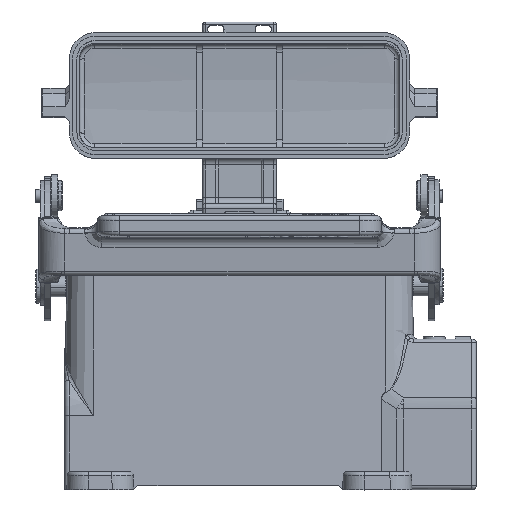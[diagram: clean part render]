
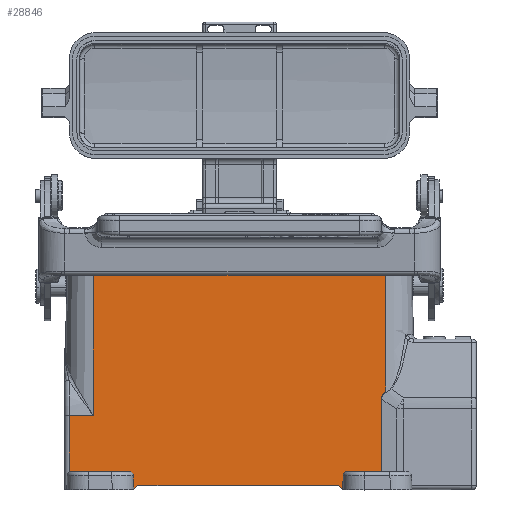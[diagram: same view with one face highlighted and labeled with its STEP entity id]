
A CAD part, top view. The second image highlights one B-rep face of the part: STEP entity #28846.
In plain terms, the highlighted planar face has unit normal (0, 0.018, 1).
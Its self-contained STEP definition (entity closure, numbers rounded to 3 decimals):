
#2373=DIRECTION('',(1.,0.,0.));
#2374=VECTOR('',#2373,46.6);
#2375=CARTESIAN_POINT('',(-23.6,-57.5,
15.727));
#2376=LINE('',#2375,#2374);
#2417=CARTESIAN_POINT('',(34.,-35.81,15.349));
#2418=CARTESIAN_POINT('',(33.912,-35.851,15.35));
#2419=CARTESIAN_POINT('',(33.748,-35.939,15.351));
#2420=CARTESIAN_POINT('',(33.536,-36.092,15.354));
#2421=CARTESIAN_POINT('',(33.357,-36.266,15.357));
#2422=CARTESIAN_POINT('',(33.21,-36.459,15.36));
#2423=CARTESIAN_POINT('',(33.095,-36.673,15.364));
#2424=CARTESIAN_POINT('',(33.009,-36.912,15.368));
#2425=CARTESIAN_POINT('',(32.954,-37.182,15.373));
#2426=CARTESIAN_POINT('',(32.941,-37.387,15.376));
#2427=CARTESIAN_POINT('',(32.941,-37.496,15.378));
#2429=DIRECTION('',(-1.,0.,0.));
#2430=VECTOR('',#2429,7.885);
#2431=CARTESIAN_POINT('',(32.941,-54.3,15.672));
#2432=LINE('',#2431,#2430);
#2433=CARTESIAN_POINT('',(25.056,-54.3,15.672));
#2434=CARTESIAN_POINT('',(24.949,-54.3,15.672));
#2435=CARTESIAN_POINT('',(24.746,-54.333,15.672));
#2436=CARTESIAN_POINT('',(24.464,-54.474,15.675));
#2437=CARTESIAN_POINT('',(24.241,-54.693,15.678));
#2438=CARTESIAN_POINT('',(24.094,-54.973,15.683));
#2439=CARTESIAN_POINT('',(24.058,-55.175,15.687));
#2440=CARTESIAN_POINT('',(24.056,-55.283,15.689));
#2442=DIRECTION('',(-0.017,-1.,0.017));
#2443=VECTOR('',#2442,3.218);
#2444=CARTESIAN_POINT('',(24.056,-55.283,15.689));
#2445=LINE('',#2444,#2443);
#2446=DIRECTION('',(-0.707,0.707,-0.012));
#2447=VECTOR('',#2446,1.414);
#2448=CARTESIAN_POINT('',(24.,-58.5,15.745));
#2449=LINE('',#2448,#2447);
#2450=DIRECTION('',(-0.707,-0.707,0.012));
#2451=VECTOR('',#2450,1.414);
#2452=CARTESIAN_POINT('',(-23.6,-57.5,
15.727));
#2453=LINE('',#2452,#2451);
#2454=DIRECTION('',(-0.017,1.,-0.017));
#2455=VECTOR('',#2454,3.218);
#2456=CARTESIAN_POINT('',(-24.6,-58.5,
15.745));
#2457=LINE('',#2456,#2455);
#2458=CARTESIAN_POINT('',(-24.656,-55.283,
15.689));
#2459=CARTESIAN_POINT('',(-24.658,-55.175,
15.687));
#2460=CARTESIAN_POINT('',(-24.694,-54.973,
15.683));
#2461=CARTESIAN_POINT('',(-24.841,-54.693,
15.678));
#2462=CARTESIAN_POINT('',(-25.064,-54.474,
15.675));
#2463=CARTESIAN_POINT('',(-25.346,-54.333,
15.672));
#2464=CARTESIAN_POINT('',(-25.549,-54.3,
15.672));
#2465=CARTESIAN_POINT('',(-25.656,-54.3,
15.672));
#2467=DIRECTION('',(-1.,0.,0.));
#2468=VECTOR('',#2467,13.388);
#2469=CARTESIAN_POINT('',(-25.656,-54.3,
15.672));
#2470=LINE('',#2469,#2468);
#2471=CARTESIAN_POINT('',(-39.044,-54.3,
15.672));
#2472=CARTESIAN_POINT('',(-39.111,-54.3,
15.672));
#2473=CARTESIAN_POINT('',(-39.243,-54.313,
15.672));
#2474=CARTESIAN_POINT('',(-39.428,-54.369,
15.673));
#2475=CARTESIAN_POINT('',(-39.544,-54.431,
15.674));
#2476=CARTESIAN_POINT('',(-39.6,-54.469,
15.675));
#2502=DIRECTION('',(0.,1.,-0.017));
#2503=VECTOR('',#2502,33.824);
#2504=CARTESIAN_POINT('',(34.,-35.81,15.349));
#2505=LINE('',#2504,#2503);
#10993=DIRECTION('',(-1.,0.,0.));
#10994=VECTOR('',#10993,68.);
#10995=CARTESIAN_POINT('',(34.,-1.991,
14.759));
#10996=LINE('',#10995,#10994);
#11103=DIRECTION('',(0.,-1.,0.017));
#11104=VECTOR('',#11103,39.245);
#11105=CARTESIAN_POINT('',(-34.,-1.991,
14.759));
#11106=LINE('',#11105,#11104);
#11137=DIRECTION('',(-1.,0.,0.));
#11138=VECTOR('',#11137,5.6);
#11139=CARTESIAN_POINT('',(-34.,-41.23,
15.443));
#11140=LINE('',#11139,#11138);
#11221=DIRECTION('',(0.,-1.,0.017));
#11222=VECTOR('',#11221,13.24);
#11223=CARTESIAN_POINT('',(-39.6,-41.23,15.443));
#11224=LINE('',#11223,#11222);
#18189=DIRECTION('',(0.,1.,-0.017));
#18190=VECTOR('',#18189,16.807);
#18191=CARTESIAN_POINT('',(32.941,-54.3,
15.672));
#18192=LINE('',#18191,#18190);
#21998=CARTESIAN_POINT('',(23.,-57.5,
15.727));
#21999=VERTEX_POINT('',#21998);
#22000=CARTESIAN_POINT('',(24.,-58.5,
15.745));
#22001=VERTEX_POINT('',#22000);
#22002=CARTESIAN_POINT('',(-23.6,-57.5,
15.727));
#22003=VERTEX_POINT('',#22002);
#22013=CARTESIAN_POINT('',(34.,-35.81,
15.349));
#22014=CARTESIAN_POINT('',(34.,-1.991,
14.759));
#22015=VERTEX_POINT('',#22013);
#22016=VERTEX_POINT('',#22014);
#22017=VERTEX_POINT('',#2427);
#22018=CARTESIAN_POINT('',(32.941,-54.3,
15.672));
#22019=VERTEX_POINT('',#22018);
#22020=CARTESIAN_POINT('',(25.056,-54.3,
15.672));
#22021=VERTEX_POINT('',#22020);
#22022=VERTEX_POINT('',#2440);
#22023=CARTESIAN_POINT('',(-24.6,-58.5,
15.745));
#22024=VERTEX_POINT('',#22023);
#22025=CARTESIAN_POINT('',(-24.656,-55.283,
15.689));
#22026=VERTEX_POINT('',#22025);
#22027=VERTEX_POINT('',#2465);
#22028=CARTESIAN_POINT('',(-39.044,-54.3,
15.672));
#22029=VERTEX_POINT('',#22028);
#22030=VERTEX_POINT('',#2476);
#22031=CARTESIAN_POINT('',(-39.6,-41.23,15.443));
#22032=VERTEX_POINT('',#22031);
#22033=CARTESIAN_POINT('',(-34.,-41.23,
15.443));
#22034=VERTEX_POINT('',#22033);
#22035=CARTESIAN_POINT('',(-34.,-1.991,
14.759));
#22036=VERTEX_POINT('',#22035);
#28807=CARTESIAN_POINT('',(-2.8,-30.246,
15.252));
#28808=DIRECTION('',(0.,0.017,1.));
#28809=DIRECTION('',(0.,-1.,0.017));
#28810=AXIS2_PLACEMENT_3D('',#28807,#28808,#28809);
#28811=PLANE('',#28810);
#28813=ORIENTED_EDGE('',*,*,#28812,.F.);
#28815=ORIENTED_EDGE('',*,*,#28814,.T.);
#28817=ORIENTED_EDGE('',*,*,#28816,.F.);
#28819=ORIENTED_EDGE('',*,*,#28818,.T.);
#28821=ORIENTED_EDGE('',*,*,#28820,.T.);
#28823=ORIENTED_EDGE('',*,*,#28822,.T.);
#28824=ORIENTED_EDGE('',*,*,#28773,.T.);
#28825=ORIENTED_EDGE('',*,*,#28786,.F.);
#28827=ORIENTED_EDGE('',*,*,#28826,.T.);
#28829=ORIENTED_EDGE('',*,*,#28828,.T.);
#28831=ORIENTED_EDGE('',*,*,#28830,.T.);
#28833=ORIENTED_EDGE('',*,*,#28832,.T.);
#28835=ORIENTED_EDGE('',*,*,#28834,.T.);
#28837=ORIENTED_EDGE('',*,*,#28836,.F.);
#28839=ORIENTED_EDGE('',*,*,#28838,.F.);
#28841=ORIENTED_EDGE('',*,*,#28840,.F.);
#28843=ORIENTED_EDGE('',*,*,#28842,.F.);
#28844=EDGE_LOOP('',(#28813,#28815,#28817,#28819,#28821,#28823,#28824,#28825,
#28827,#28829,#28831,#28833,#28835,#28837,#28839,#28841,#28843));
#28845=FACE_OUTER_BOUND('',#28844,.F.);
#28846=ADVANCED_FACE('',(#28845),#28811,.T.);
#2428=B_SPLINE_CURVE_WITH_KNOTS('',3,(#2417,#2418,#2419,#2420,#2421,#2422,#2423,
#2424,#2425,#2426,#2427),.UNSPECIFIED.,.F.,.F.,(4,1,1,1,1,1,1,1,4),(0.,
0.125,0.25,0.375,0.5,0.625,0.75,0.875,1.),.UNSPECIFIED.);
#2441=B_SPLINE_CURVE_WITH_KNOTS('',3,(#2433,#2434,#2435,#2436,#2437,#2438,#2439,
#2440),.UNSPECIFIED.,.F.,.F.,(4,1,1,1,1,4),(0.,0.2,0.4,0.6,0.8,1.),
.UNSPECIFIED.);
#2466=B_SPLINE_CURVE_WITH_KNOTS('',3,(#2458,#2459,#2460,#2461,#2462,#2463,#2464,
#2465),.UNSPECIFIED.,.F.,.F.,(4,1,1,1,1,4),(0.,0.2,0.4,0.6,0.8,1.),
.UNSPECIFIED.);
#2477=B_SPLINE_CURVE_WITH_KNOTS('',3,(#2471,#2472,#2473,#2474,#2475,#2476),
.UNSPECIFIED.,.F.,.F.,(4,1,1,4),(0.,0.333,0.667,1.),
.UNSPECIFIED.);
#28773=EDGE_CURVE('',#22001,#21999,#2449,.T.);
#28786=EDGE_CURVE('',#22003,#21999,#2376,.T.);
#28812=EDGE_CURVE('',#22015,#22016,#2505,.T.);
#28814=EDGE_CURVE('',#22015,#22017,#2428,.T.);
#28816=EDGE_CURVE('',#22019,#22017,#18192,.T.);
#28818=EDGE_CURVE('',#22019,#22021,#2432,.T.);
#28820=EDGE_CURVE('',#22021,#22022,#2441,.T.);
#28822=EDGE_CURVE('',#22022,#22001,#2445,.T.);
#28826=EDGE_CURVE('',#22003,#22024,#2453,.T.);
#28828=EDGE_CURVE('',#22024,#22026,#2457,.T.);
#28830=EDGE_CURVE('',#22026,#22027,#2466,.T.);
#28832=EDGE_CURVE('',#22027,#22029,#2470,.T.);
#28834=EDGE_CURVE('',#22029,#22030,#2477,.T.);
#28836=EDGE_CURVE('',#22032,#22030,#11224,.T.);
#28838=EDGE_CURVE('',#22034,#22032,#11140,.T.);
#28840=EDGE_CURVE('',#22036,#22034,#11106,.T.);
#28842=EDGE_CURVE('',#22016,#22036,#10996,.T.);
